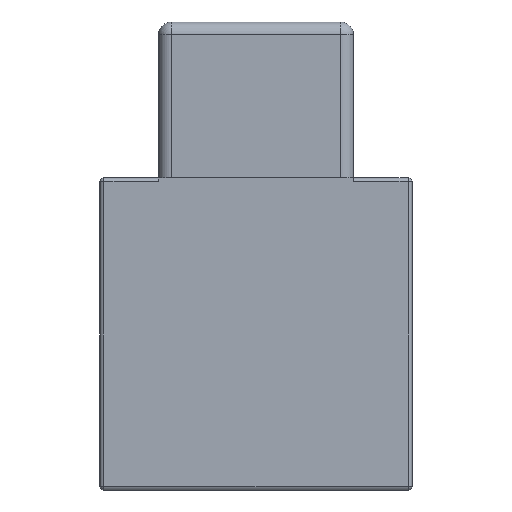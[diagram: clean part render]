
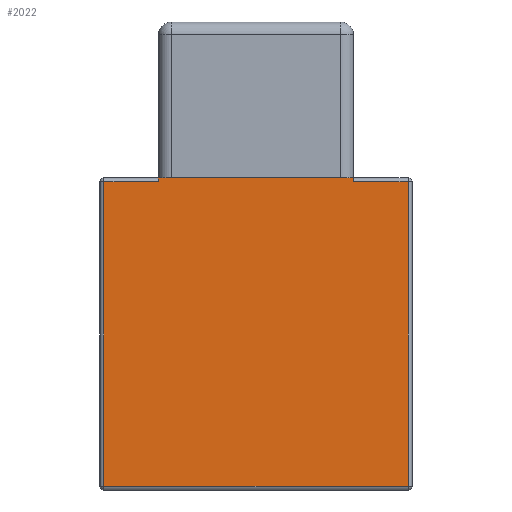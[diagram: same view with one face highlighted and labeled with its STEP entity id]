
A CAD part, front view. The second image highlights one B-rep face of the part: STEP entity #2022.
In plain terms, the highlighted planar face has unit normal (0, -1, 0).
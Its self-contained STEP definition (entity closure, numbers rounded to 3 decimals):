
#16 = VECTOR ( 'NONE', #574, 1000. ) ;
#47 = ORIENTED_EDGE ( 'NONE', *, *, #115, .T. ) ;
#76 = VERTEX_POINT ( 'NONE', #1149 ) ;
#115 = EDGE_CURVE ( 'NONE', #725, #76, #922, .T. ) ;
#143 = LINE ( 'NONE', #1178, #821 ) ;
#165 = CARTESIAN_POINT ( 'NONE',  ( -7.5, -6., -26. ) ) ;
#176 = EDGE_CURVE ( 'NONE', #183, #1827, #2025, .T. ) ;
#180 = VECTOR ( 'NONE', #630, 1000. ) ;
#183 = VERTEX_POINT ( 'NONE', #1737 ) ;
#259 = CARTESIAN_POINT ( 'NONE',  ( 12., -6., -26. ) ) ;
#364 = VERTEX_POINT ( 'NONE', #441 ) ;
#410 = LINE ( 'NONE', #1135, #1965 ) ;
#441 = CARTESIAN_POINT ( 'NONE',  ( 7.5, -6., -2. ) ) ;
#450 = CARTESIAN_POINT ( 'NONE',  ( -11.7, -6., -26. ) ) ;
#518 = CARTESIAN_POINT ( 'NONE',  ( -11.7, -6., -25.7 ) ) ;
#574 = DIRECTION ( 'NONE',  ( -1., 0., 0. ) ) ;
#628 = CARTESIAN_POINT ( 'NONE',  ( 11.7, -6., -25.7 ) ) ;
#630 = DIRECTION ( 'NONE',  ( 0., 0., -1. ) ) ;
#636 = DIRECTION ( 'NONE',  ( 0., 0., -1. ) ) ;
#687 = ORIENTED_EDGE ( 'NONE', *, *, #1545, .T. ) ;
#725 = VERTEX_POINT ( 'NONE', #628 ) ;
#732 = DIRECTION ( 'NONE',  ( 0., 0., 1. ) ) ;
#801 = EDGE_CURVE ( 'NONE', #76, #815, #1744, .T. ) ;
#815 = VERTEX_POINT ( 'NONE', #1682 ) ;
#817 = VECTOR ( 'NONE', #732, 1000. ) ;
#821 = VECTOR ( 'NONE', #975, 1000. ) ;
#827 = VECTOR ( 'NONE', #830, 1000. ) ;
#830 = DIRECTION ( 'NONE',  ( -1., 0., 0. ) ) ;
#833 = CARTESIAN_POINT ( 'NONE',  ( -7.5, -6., -2.3 ) ) ;
#848 = FACE_OUTER_BOUND ( 'NONE', #1925, .T. ) ;
#922 = LINE ( 'NONE', #1820, #817 ) ;
#923 = ORIENTED_EDGE ( 'NONE', *, *, #801, .T. ) ;
#947 = EDGE_CURVE ( 'NONE', #1655, #1763, #2002, .T. ) ;
#975 = DIRECTION ( 'NONE',  ( -1., 0., 0. ) ) ;
#980 = AXIS2_PLACEMENT_3D ( 'NONE', #259, #1867, #1860 ) ;
#985 = DIRECTION ( 'NONE',  ( 1., 0., 0. ) ) ;
#1034 = PLANE ( 'NONE',  #980 ) ;
#1112 = ORIENTED_EDGE ( 'NONE', *, *, #1128, .T. ) ;
#1128 = EDGE_CURVE ( 'NONE', #364, #183, #143, .T. ) ;
#1135 = CARTESIAN_POINT ( 'NONE',  ( 7.5, -6., -26. ) ) ;
#1149 = CARTESIAN_POINT ( 'NONE',  ( 11.7, -6., -2.3 ) ) ;
#1178 = CARTESIAN_POINT ( 'NONE',  ( 12., -6., -2. ) ) ;
#1194 = CARTESIAN_POINT ( 'NONE',  ( 12., -6., -2.3 ) ) ;
#1290 = DIRECTION ( 'NONE',  ( 0., 0., 1. ) ) ;
#1334 = VECTOR ( 'NONE', #636, 1000. ) ;
#1509 = ORIENTED_EDGE ( 'NONE', *, *, #1741, .T. ) ;
#1545 = EDGE_CURVE ( 'NONE', #1763, #725, #1754, .T. ) ;
#1597 = CARTESIAN_POINT ( 'NONE',  ( 12., -6., -2.3 ) ) ;
#1634 = ORIENTED_EDGE ( 'NONE', *, *, #947, .T. ) ;
#1640 = CARTESIAN_POINT ( 'NONE',  ( 12., -6., -25.7 ) ) ;
#1655 = VERTEX_POINT ( 'NONE', #1768 ) ;
#1661 = EDGE_CURVE ( 'NONE', #1827, #1655, #2017, .T. ) ;
#1682 = CARTESIAN_POINT ( 'NONE',  ( 7.5, -6., -2.3 ) ) ;
#1737 = CARTESIAN_POINT ( 'NONE',  ( -7.5, -6., -2. ) ) ;
#1741 = EDGE_CURVE ( 'NONE', #815, #364, #410, .T. ) ;
#1744 = LINE ( 'NONE', #1194, #16 ) ;
#1754 = LINE ( 'NONE', #1640, #1772 ) ;
#1763 = VERTEX_POINT ( 'NONE', #518 ) ;
#1768 = CARTESIAN_POINT ( 'NONE',  ( -11.7, -6., -2.3 ) ) ;
#1772 = VECTOR ( 'NONE', #985, 1000. ) ;
#1820 = CARTESIAN_POINT ( 'NONE',  ( 11.7, -6., -26. ) ) ;
#1827 = VERTEX_POINT ( 'NONE', #833 ) ;
#1860 = DIRECTION ( 'NONE',  ( 0., 0., 1. ) ) ;
#1867 = DIRECTION ( 'NONE',  ( 0., 1., 0. ) ) ;
#1910 = ORIENTED_EDGE ( 'NONE', *, *, #176, .T. ) ;
#1925 = EDGE_LOOP ( 'NONE', ( #923, #1509, #1112, #1910, #1949, #1634, #687, #47 ) ) ;
#1949 = ORIENTED_EDGE ( 'NONE', *, *, #1661, .T. ) ;
#1965 = VECTOR ( 'NONE', #1290, 1000. ) ;
#2002 = LINE ( 'NONE', #450, #180 ) ;
#2017 = LINE ( 'NONE', #1597, #827 ) ;
#2022 = ADVANCED_FACE ( 'NONE', ( #848 ), #1034, .F. ) ;
#2025 = LINE ( 'NONE', #165, #1334 ) ;
